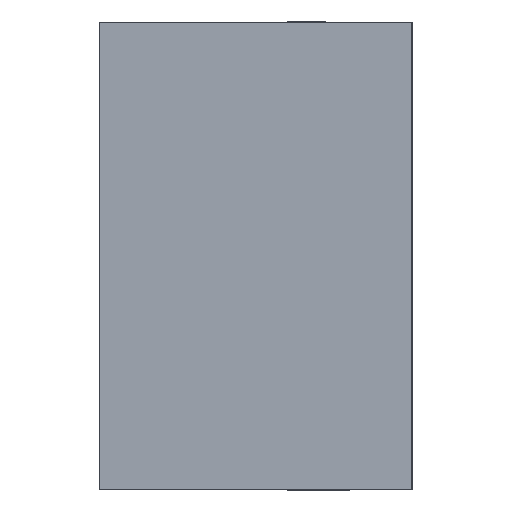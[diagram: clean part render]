
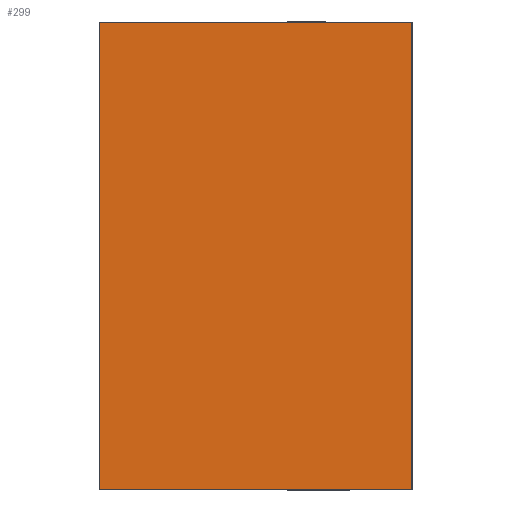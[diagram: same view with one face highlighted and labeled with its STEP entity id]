
A CAD part, left-side view. The second image highlights one B-rep face of the part: STEP entity #299.
In plain terms, the highlighted planar face has unit normal (-1, 0, 0).
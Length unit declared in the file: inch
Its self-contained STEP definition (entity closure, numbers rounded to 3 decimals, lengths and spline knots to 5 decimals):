
#186 = VERTEX_POINT ( 'NONE', #435 ) ;
#234 = VERTEX_POINT ( 'NONE', #483 ) ;
#299 = ADVANCED_FACE ( 'NONE', ( #1664 ), #2512, .F. ) ;
#435 = CARTESIAN_POINT ( 'NONE',  ( -3.5, -0.25, -0.375 ) ) ;
#483 = CARTESIAN_POINT ( 'NONE',  ( -3.5, -0.25, 0.375 ) ) ;
#966 = ORIENTED_EDGE ( 'NONE', *, *, #2151, .T. ) ;
#967 = ORIENTED_EDGE ( 'NONE', *, *, #2446, .F. ) ;
#968 = ORIENTED_EDGE ( 'NONE', *, *, #2452, .F. ) ;
#969 = ORIENTED_EDGE ( 'NONE', *, *, #2415, .T. ) ;
#1254 = EDGE_LOOP ( 'NONE', ( #966, #967, #968, #969 ) ) ;
#1664 = FACE_OUTER_BOUND ( 'NONE', #1254, .T. ) ;
#1799 = LINE ( 'NONE', #2808, #1809 ) ;
#1809 = VECTOR ( 'NONE', #2815, 39.37008 ) ;
#1881 = AXIS2_PLACEMENT_3D ( 'NONE', #2513, #2519, #2520 ) ;
#2151 = EDGE_CURVE ( 'NONE', #186, #234, #1799, .T. ) ;
#2415 = EDGE_CURVE ( 'NONE', #4448, #186, #3437, .T. ) ;
#2446 = EDGE_CURVE ( 'NONE', #4405, #234, #3496, .T. ) ;
#2452 = EDGE_CURVE ( 'NONE', #4448, #4405, #3507, .T. ) ;
#2512 = PLANE ( 'NONE',  #1881 ) ;
#2513 = CARTESIAN_POINT ( 'NONE',  ( -3.5, 0.25, -0.375 ) ) ;
#2519 = DIRECTION ( 'NONE',  ( 1., 0., 0. ) ) ;
#2520 = DIRECTION ( 'NONE',  ( 0., 0., -1. ) ) ;
#2808 = CARTESIAN_POINT ( 'NONE',  ( -3.5, -0.25, -0.375 ) ) ;
#2815 = DIRECTION ( 'NONE',  ( 0., 0., 1. ) ) ;
#3437 = LINE ( 'NONE', #4002, #3440 ) ;
#3440 = VECTOR ( 'NONE', #4003, 39.37008 ) ;
#3496 = LINE ( 'NONE', #4135, #3499 ) ;
#3499 = VECTOR ( 'NONE', #4136, 39.37008 ) ;
#3507 = LINE ( 'NONE', #4148, #3510 ) ;
#3510 = VECTOR ( 'NONE', #4149, 39.37008 ) ;
#4002 = CARTESIAN_POINT ( 'NONE',  ( -3.5, 0.25, -0.375 ) ) ;
#4003 = DIRECTION ( 'NONE',  ( 0., -1., 0. ) ) ;
#4135 = CARTESIAN_POINT ( 'NONE',  ( -3.5, 0.25, 0.375 ) ) ;
#4136 = DIRECTION ( 'NONE',  ( 0., -1., 0. ) ) ;
#4148 = CARTESIAN_POINT ( 'NONE',  ( -3.5, 0.25, -0.375 ) ) ;
#4149 = DIRECTION ( 'NONE',  ( 0., 0., 1. ) ) ;
#4226 = CARTESIAN_POINT ( 'NONE',  ( -3.5, 0.25, 0.375 ) ) ;
#4294 = CARTESIAN_POINT ( 'NONE',  ( -3.5, 0.25, -0.375 ) ) ;
#4405 = VERTEX_POINT ( 'NONE', #4226 ) ;
#4448 = VERTEX_POINT ( 'NONE', #4294 ) ;
